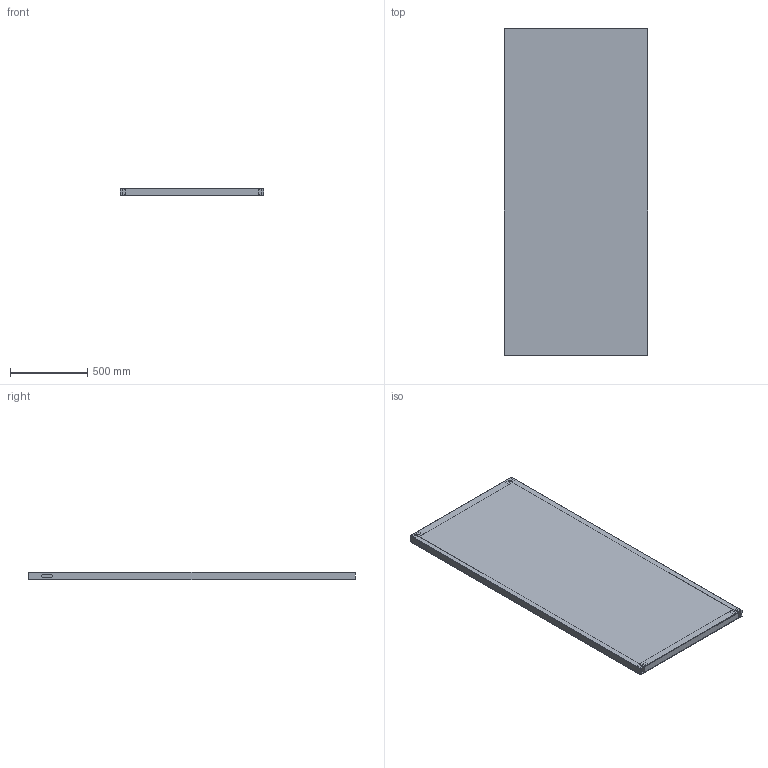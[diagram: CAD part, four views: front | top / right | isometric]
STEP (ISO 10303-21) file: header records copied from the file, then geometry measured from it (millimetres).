
FILE_DESCRIPTION(/* description */ (''),/* implementation_level */ '2;1');
FILE_NAME(/* name */ 'Assembly Framed Panel TACTON.stp',/* time_stamp */ '2023-08-28T15:00:30+02:00',/* author */ ('Eribel'),/* organization */ (''),/* preprocessor_version */ 'ST-DEVELOPER v19',/* originating_system */ 'Autodesk Inventor 2023',/* authorisation */ '');
FILE_SCHEMA (('AUTOMOTIVE_DESIGN { 1 0 10303 214 3 1 1 }'));
Length unit declared in the file: millimetre
Products named in the file (20): Panel Frame Assembly; VH0 Filling; VH0 Filling A; Outer Single Frame; Framed Panel Outer Beam Left; Framed Panel Outer Beam Left_1; Framed Panel Outer Beam Left_2; Framed Panel Outer Beam Left_3; CoverLayer Front; CoverLayer Back; TopLayer Front; TopLayer Back; Seal1Left_Placeholder; Seal2Left_Placeholder; Seal1LeftOval_Placeholder; Seal2LeftOval_Placeholder; Seal1Right_Placeholder; Seal2Right_Placeholder; Seal1RightOval_Placeholder; Seal2RightOval_Placeholder
Assembly tree (19 placements, depth 3):
  Panel Frame Assembly
    VH0 Filling
      VH0 Filling A
    Outer Single Frame
      Framed Panel Outer Beam Left
      Framed Panel Outer Beam Left_1
      Framed Panel Outer Beam Left_2
      Framed Panel Outer Beam Left_3
    CoverLayer Front
    CoverLayer Back
    TopLayer Front
    TopLayer Back
    Seal1Left_Placeholder
    Seal2Left_Placeholder
    Seal1LeftOval_Placeholder
    Seal2LeftOval_Placeholder
    Seal1Right_Placeholder
    Seal2Right_Placeholder
    Seal1RightOval_Placeholder
    Seal2RightOval_Placeholder
Bounding box: 930 x 2115 x 50 mm (x, y, z)
Volume: 97955557.8 mm3; surface area: 20498516.7 mm2
Topology: 33 solids, 33 shells, 619 faces, 1464 edges, 912 vertices
Faces by surface type: plane 281, cylinder 146, cone 96, torus 96
Entity records: 19034 total; most frequent: CARTESIAN_POINT 3803, DIRECTION 3242, ORIENTED_EDGE 2928, EDGE_CURVE 1464, AXIS2_PLACEMENT_3D 1239, VERTEX_POINT 912, LINE 764, VECTOR 764
